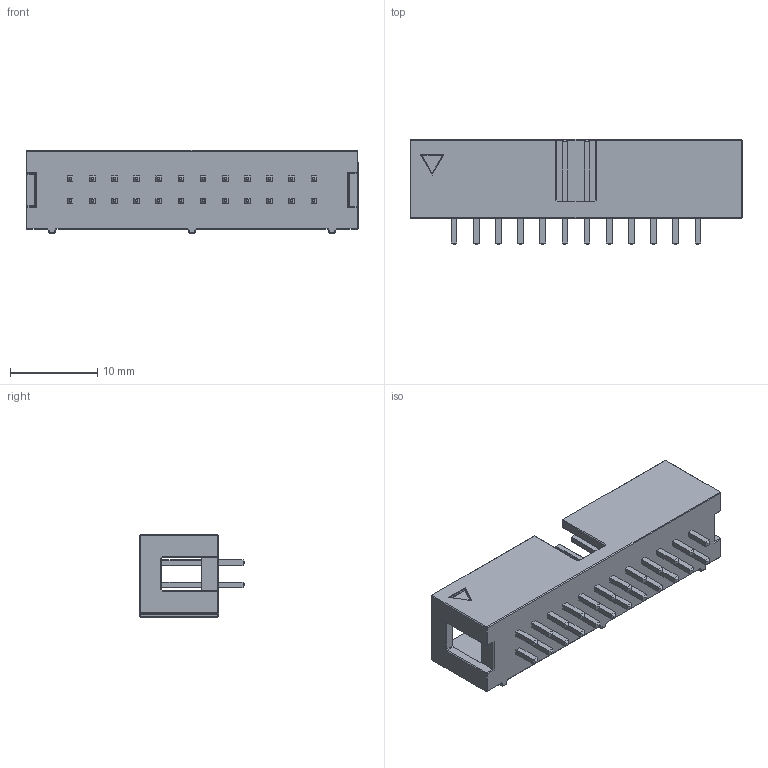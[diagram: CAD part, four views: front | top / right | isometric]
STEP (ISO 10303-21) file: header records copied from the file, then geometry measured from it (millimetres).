
FILE_DESCRIPTION (( 'STEP AP214' ), '1' );
FILE_NAME ('F29C89A9-0B5A-4233-BEA2-3D3ED289BEF2.STEP', '2023-11-02T01:06:02', ( '' ), ( '' ), 'SwSTEP 2.0', 'SolidWorks 2022', '' );
FILE_SCHEMA (( 'AUTOMOTIVE_DESIGN' ));
Length unit declared in the file: millimetre
Products named in the file (1): F29C89A9-0B5A-4233-BEA2-3D3ED289BEF2
Bounding box: 38.08 x 12.1 x 9.6 mm (x, y, z)
Volume: 1410.5 mm3; surface area: 2656.3 mm2
Topology: 1 solids, 1 shells, 707 faces, 1742 edges, 1082 vertices
Faces by surface type: plane 707
Entity records: 26160 total; most frequent: CARTESIAN_POINT 3532, ORIENTED_EDGE 3484, DIRECTION 3158, LINE 1742, VECTOR 1742, EDGE_CURVE 1742, VERTEX_POINT 1082, EDGE_LOOP 756
